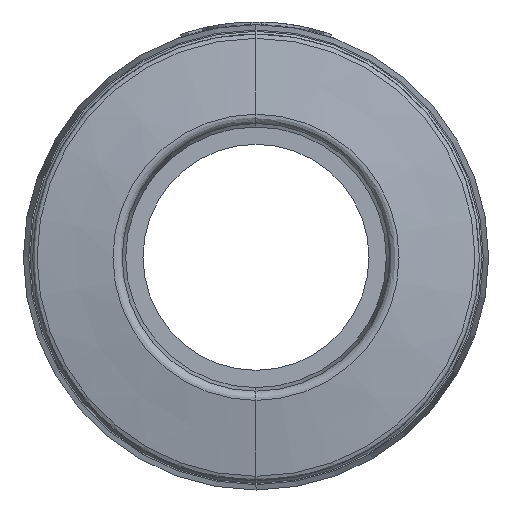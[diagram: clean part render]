
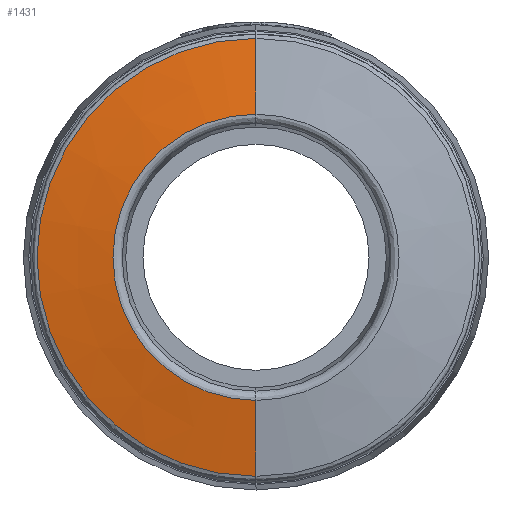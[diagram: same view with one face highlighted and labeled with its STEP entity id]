
A CAD part, left-side view. The second image highlights one B-rep face of the part: STEP entity #1431.
In plain terms, the highlighted conical face has half-angle 80 degrees and reference radius 8.235 mm.
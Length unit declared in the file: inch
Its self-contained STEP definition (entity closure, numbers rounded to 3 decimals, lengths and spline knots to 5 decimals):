
#26 = FACE_OUTER_BOUND ( 'NONE', #1996, .T. ) ;
#29 = CARTESIAN_POINT ( 'NONE',  ( -0.08643, 0., -0.21182 ) ) ;
#307 = EDGE_CURVE ( 'NONE', #2736, #2653, #3280, .T. ) ;
#390 = DIRECTION ( 'NONE',  ( 1., 0., 0. ) ) ;
#481 = VECTOR ( 'NONE', #2714, 39.37008 ) ;
#630 = ORIENTED_EDGE ( 'NONE', *, *, #2027, .F. ) ;
#865 = CIRCLE ( 'NONE', #3289, 0.21182 ) ;
#1040 = LINE ( 'NONE', #1749, #3658 ) ;
#1127 = ORIENTED_EDGE ( 'NONE', *, *, #307, .F. ) ;
#1232 = CARTESIAN_POINT ( 'NONE',  ( -0.06662, 0., 0. ) ) ;
#1361 = LINE ( 'NONE', #1801, #481 ) ;
#1431 = ADVANCED_FACE ( 'NONE', ( #26 ), #2985, .T. ) ;
#1509 = CARTESIAN_POINT ( 'NONE',  ( -0.06662, 0., -0.3242 ) ) ;
#1550 = VERTEX_POINT ( 'NONE', #2554 ) ;
#1749 = CARTESIAN_POINT ( 'NONE',  ( -0.06662, 0., -0.3242 ) ) ;
#1792 = VERTEX_POINT ( 'NONE', #29 ) ;
#1801 = CARTESIAN_POINT ( 'NONE',  ( -0.06662, 0., 0.3242 ) ) ;
#1996 = EDGE_LOOP ( 'NONE', ( #3160, #2246, #1127, #630 ) ) ;
#2027 = EDGE_CURVE ( 'NONE', #1792, #2736, #1040, .T. ) ;
#2076 = AXIS2_PLACEMENT_3D ( 'NONE', #3690, #3635, #3571 ) ;
#2246 = ORIENTED_EDGE ( 'NONE', *, *, #2708, .T. ) ;
#2301 = CARTESIAN_POINT ( 'NONE',  ( -0.08643, 0., 0. ) ) ;
#2554 = CARTESIAN_POINT ( 'NONE',  ( -0.08643, 0., 0.21182 ) ) ;
#2605 = DIRECTION ( 'NONE',  ( 0., 1., 0. ) ) ;
#2653 = VERTEX_POINT ( 'NONE', #2680 ) ;
#2680 = CARTESIAN_POINT ( 'NONE',  ( -0.06662, 0., 0.3242 ) ) ;
#2708 = EDGE_CURVE ( 'NONE', #1550, #2653, #1361, .T. ) ;
#2714 = DIRECTION ( 'NONE',  ( 0.174, 0., 0.985 ) ) ;
#2736 = VERTEX_POINT ( 'NONE', #1509 ) ;
#2773 = DIRECTION ( 'NONE',  ( 1., 0., 0. ) ) ;
#2985 = CONICAL_SURFACE ( 'NONE', #3096, 0.3242, 1.396 ) ;
#3096 = AXIS2_PLACEMENT_3D ( 'NONE', #1232, #2773, #3417 ) ;
#3160 = ORIENTED_EDGE ( 'NONE', *, *, #3591, .T. ) ;
#3280 = CIRCLE ( 'NONE', #2076, 0.3242 ) ;
#3289 = AXIS2_PLACEMENT_3D ( 'NONE', #2301, #390, #2605 ) ;
#3417 = DIRECTION ( 'NONE',  ( 0., 0., -1. ) ) ;
#3571 = DIRECTION ( 'NONE',  ( 0., 0., -1. ) ) ;
#3588 = DIRECTION ( 'NONE',  ( 0.174, 0., -0.985 ) ) ;
#3591 = EDGE_CURVE ( 'NONE', #1792, #1550, #865, .T. ) ;
#3635 = DIRECTION ( 'NONE',  ( 1., 0., 0. ) ) ;
#3658 = VECTOR ( 'NONE', #3588, 39.37008 ) ;
#3690 = CARTESIAN_POINT ( 'NONE',  ( -0.06662, 0., 0. ) ) ;
